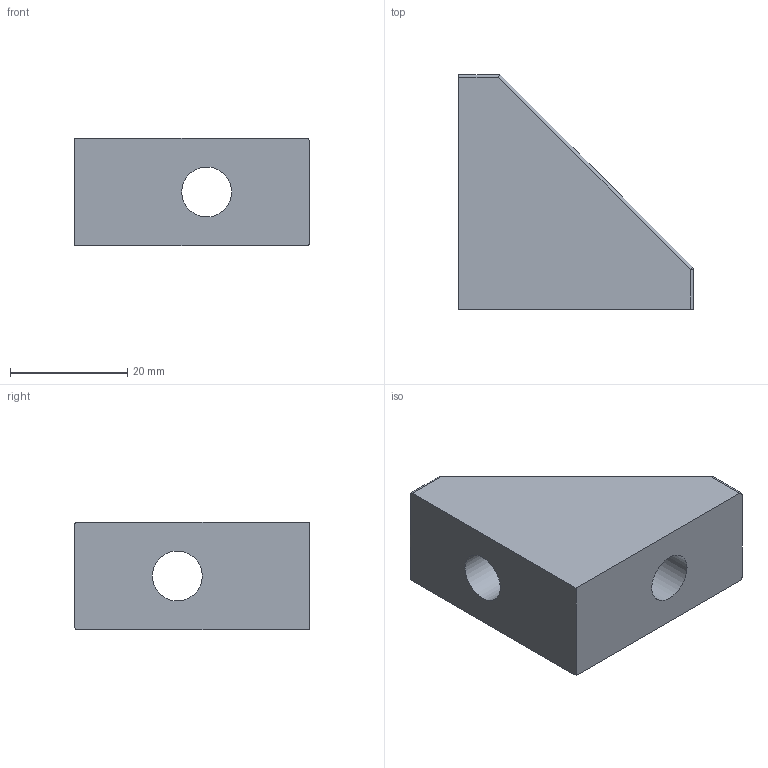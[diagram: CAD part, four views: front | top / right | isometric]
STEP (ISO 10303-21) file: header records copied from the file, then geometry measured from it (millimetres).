
FILE_DESCRIPTION(/* description */ ('Kątownik usztywniający 18x40'),/* implementation_level */ '2;1');
FILE_NAME(/* name */ '301840.stp',/* time_stamp */ '2022-10-07T09:19:41+02:00',/* author */ ('aluteckkpl_am'),/* organization */ (''),/* preprocessor_version */ 'ST-DEVELOPER v18.1',/* originating_system */ 'Autodesk Inventor 2021',/* authorisation */ '');
FILE_SCHEMA (('CONFIG_CONTROL_DESIGN'));
Length unit declared in the file: millimetre
Products named in the file (1): 301840
Bounding box: 40 x 40 x 18.3 mm (x, y, z)
Volume: 10727 mm3; surface area: 6147.6 mm2
Topology: 1 solids, 1 shells, 34 faces, 88 edges, 52 vertices
Faces by surface type: cylinder 16, plane 12, sphere 4, bspline 2
Full cylindrical faces by diameter (mm): 8.5 x2
Entity records: 1131 total; most frequent: CARTESIAN_POINT 257, DIRECTION 184, ORIENTED_EDGE 168, EDGE_CURVE 84, AXIS2_PLACEMENT_3D 71, VERTEX_POINT 52, LINE 42, VECTOR 42
